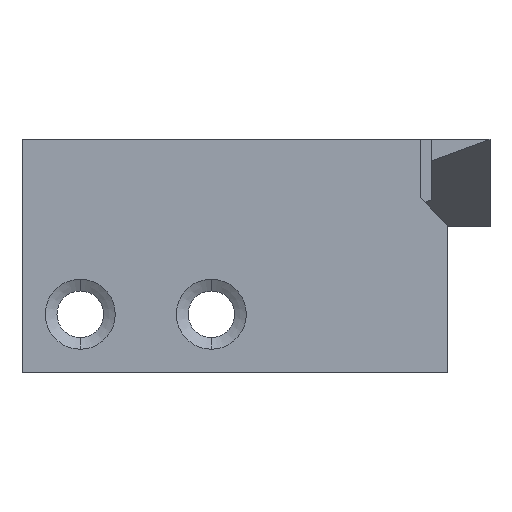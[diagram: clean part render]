
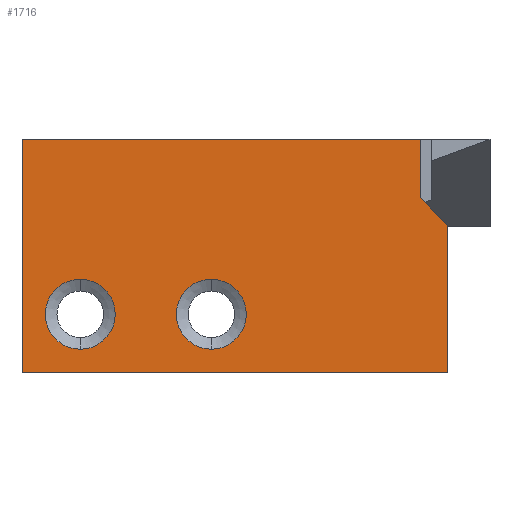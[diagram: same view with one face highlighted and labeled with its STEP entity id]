
A CAD part, front view. The second image highlights one B-rep face of the part: STEP entity #1716.
In plain terms, the highlighted planar face has unit normal (0, -1, 0).
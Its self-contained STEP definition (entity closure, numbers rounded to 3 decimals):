
#5 = LINE ( 'NONE', #2252, #793 ) ;
#12 = VERTEX_POINT ( 'NONE', #2190 ) ;
#28 = ORIENTED_EDGE ( 'NONE', *, *, #1790, .F. ) ;
#68 = ORIENTED_EDGE ( 'NONE', *, *, #211, .F. ) ;
#93 = CIRCLE ( 'NONE', #773, 1.2 ) ;
#94 = DIRECTION ( 'NONE',  ( 0., 0., -1. ) ) ;
#118 = CARTESIAN_POINT ( 'NONE',  ( -5.04, -1.172, -3. ) ) ;
#211 = EDGE_CURVE ( 'NONE', #2068, #1033, #1298, .T. ) ;
#215 = EDGE_CURVE ( 'NONE', #635, #481, #2598, .T. ) ;
#222 = ORIENTED_EDGE ( 'NONE', *, *, #2122, .F. ) ;
#232 = CARTESIAN_POINT ( 'NONE',  ( 7.581, -1.172, 0.047 ) ) ;
#315 = DIRECTION ( 'NONE',  ( 0., -1., 0. ) ) ;
#382 = CARTESIAN_POINT ( 'NONE',  ( 3.034, -1.172, 3. ) ) ;
#430 = DIRECTION ( 'NONE',  ( 0., -1., 0. ) ) ;
#481 = VERTEX_POINT ( 'NONE', #1355 ) ;
#596 = DIRECTION ( 'NONE',  ( 0., -1., 0. ) ) ;
#635 = VERTEX_POINT ( 'NONE', #2418 ) ;
#647 = ORIENTED_EDGE ( 'NONE', *, *, #2370, .F. ) ;
#690 = CARTESIAN_POINT ( 'NONE',  ( -0.54, -1.172, -3. ) ) ;
#691 = AXIS2_PLACEMENT_3D ( 'NONE', #690, #430, #995 ) ;
#773 = AXIS2_PLACEMENT_3D ( 'NONE', #1732, #1218, #960 ) ;
#793 = VECTOR ( 'NONE', #3267, 1000. ) ;
#874 = PLANE ( 'NONE',  #2993 ) ;
#878 = EDGE_CURVE ( 'NONE', #1930, #2835, #1107, .T. ) ;
#960 = DIRECTION ( 'NONE',  ( 0., 0., -1. ) ) ;
#995 = DIRECTION ( 'NONE',  ( 0., 0., -1. ) ) ;
#999 = VERTEX_POINT ( 'NONE', #1274 ) ;
#1033 = VERTEX_POINT ( 'NONE', #2810 ) ;
#1106 = AXIS2_PLACEMENT_3D ( 'NONE', #1552, #315, #1307 ) ;
#1107 = CIRCLE ( 'NONE', #1106, 1.2 ) ;
#1140 = EDGE_CURVE ( 'NONE', #2139, #1033, #1796, .T. ) ;
#1216 = CIRCLE ( 'NONE', #691, 1.2 ) ;
#1218 = DIRECTION ( 'NONE',  ( 0., -1., 0. ) ) ;
#1274 = CARTESIAN_POINT ( 'NONE',  ( 7.581, -1.172, -5. ) ) ;
#1298 = LINE ( 'NONE', #2051, #1322 ) ;
#1303 = LINE ( 'NONE', #1797, #3179 ) ;
#1307 = DIRECTION ( 'NONE',  ( 0., 0., -1. ) ) ;
#1322 = VECTOR ( 'NONE', #2113, 1000. ) ;
#1328 = DIRECTION ( 'NONE',  ( 0., 0., 1. ) ) ;
#1355 = CARTESIAN_POINT ( 'NONE',  ( -7.04, -1.172, -5. ) ) ;
#1552 = CARTESIAN_POINT ( 'NONE',  ( -5.04, -1.172, -3. ) ) ;
#1669 = CARTESIAN_POINT ( 'NONE',  ( 6.628, -1.172, 3. ) ) ;
#1716 = ADVANCED_FACE ( 'NONE', ( #3185, #2371, #1914 ), #874, .F. ) ;
#1732 = CARTESIAN_POINT ( 'NONE',  ( -0.54, -1.172, -3. ) ) ;
#1749 = ORIENTED_EDGE ( 'NONE', *, *, #2627, .F. ) ;
#1790 = EDGE_CURVE ( 'NONE', #635, #2068, #1856, .T. ) ;
#1796 = LINE ( 'NONE', #2034, #3117 ) ;
#1797 = CARTESIAN_POINT ( 'NONE',  ( 7.581, -1.172, -5. ) ) ;
#1800 = CARTESIAN_POINT ( 'NONE',  ( -0.54, -1.172, -4.2 ) ) ;
#1855 = ORIENTED_EDGE ( 'NONE', *, *, #3078, .F. ) ;
#1856 = LINE ( 'NONE', #1669, #3001 ) ;
#1881 = DIRECTION ( 'NONE',  ( 0., 1., 0. ) ) ;
#1900 = DIRECTION ( 'NONE',  ( 1., 0., 0. ) ) ;
#1914 = FACE_OUTER_BOUND ( 'NONE', #2605, .T. ) ;
#1930 = VERTEX_POINT ( 'NONE', #3198 ) ;
#1980 = CIRCLE ( 'NONE', #2307, 1.2 ) ;
#1985 = VECTOR ( 'NONE', #94, 1000. ) ;
#2034 = CARTESIAN_POINT ( 'NONE',  ( 3.831, -1.172, 3.797 ) ) ;
#2051 = CARTESIAN_POINT ( 'NONE',  ( 6.628, -1.172, 3. ) ) ;
#2056 = ORIENTED_EDGE ( 'NONE', *, *, #1140, .T. ) ;
#2064 = VERTEX_POINT ( 'NONE', #1800 ) ;
#2068 = VERTEX_POINT ( 'NONE', #2563 ) ;
#2073 = CARTESIAN_POINT ( 'NONE',  ( -5.04, -1.172, -1.8 ) ) ;
#2113 = DIRECTION ( 'NONE',  ( 0., 0., -1. ) ) ;
#2122 = EDGE_CURVE ( 'NONE', #2064, #12, #93, .T. ) ;
#2139 = VERTEX_POINT ( 'NONE', #232 ) ;
#2168 = ORIENTED_EDGE ( 'NONE', *, *, #878, .F. ) ;
#2190 = CARTESIAN_POINT ( 'NONE',  ( -0.54, -1.172, -1.8 ) ) ;
#2252 = CARTESIAN_POINT ( 'NONE',  ( 7.581, -1.172, -5. ) ) ;
#2307 = AXIS2_PLACEMENT_3D ( 'NONE', #118, #596, #2617 ) ;
#2361 = CARTESIAN_POINT ( 'NONE',  ( -7.04, -1.172, -5. ) ) ;
#2370 = EDGE_CURVE ( 'NONE', #2835, #1930, #1980, .T. ) ;
#2371 = FACE_BOUND ( 'NONE', #2720, .T. ) ;
#2418 = CARTESIAN_POINT ( 'NONE',  ( -7.04, -1.172, 3. ) ) ;
#2563 = CARTESIAN_POINT ( 'NONE',  ( 6.628, -1.172, 3. ) ) ;
#2577 = DIRECTION ( 'NONE',  ( -0.707, 0., 0.707 ) ) ;
#2587 = EDGE_LOOP ( 'NONE', ( #2168, #647 ) ) ;
#2598 = LINE ( 'NONE', #2361, #1985 ) ;
#2605 = EDGE_LOOP ( 'NONE', ( #68, #28, #2705, #1749, #2808, #2056 ) ) ;
#2617 = DIRECTION ( 'NONE',  ( 0., 0., -1. ) ) ;
#2627 = EDGE_CURVE ( 'NONE', #999, #481, #5, .T. ) ;
#2692 = EDGE_CURVE ( 'NONE', #999, #2139, #1303, .T. ) ;
#2705 = ORIENTED_EDGE ( 'NONE', *, *, #215, .T. ) ;
#2720 = EDGE_LOOP ( 'NONE', ( #222, #1855 ) ) ;
#2808 = ORIENTED_EDGE ( 'NONE', *, *, #2692, .T. ) ;
#2810 = CARTESIAN_POINT ( 'NONE',  ( 6.628, -1.172, 1. ) ) ;
#2835 = VERTEX_POINT ( 'NONE', #2073 ) ;
#2930 = DIRECTION ( 'NONE',  ( 0., 0., 1. ) ) ;
#2993 = AXIS2_PLACEMENT_3D ( 'NONE', #382, #1881, #2930 ) ;
#3001 = VECTOR ( 'NONE', #1900, 1000. ) ;
#3078 = EDGE_CURVE ( 'NONE', #12, #2064, #1216, .T. ) ;
#3117 = VECTOR ( 'NONE', #2577, 1000. ) ;
#3179 = VECTOR ( 'NONE', #1328, 1000. ) ;
#3185 = FACE_BOUND ( 'NONE', #2587, .T. ) ;
#3198 = CARTESIAN_POINT ( 'NONE',  ( -5.04, -1.172, -4.2 ) ) ;
#3267 = DIRECTION ( 'NONE',  ( -1., 0., 0. ) ) ;
